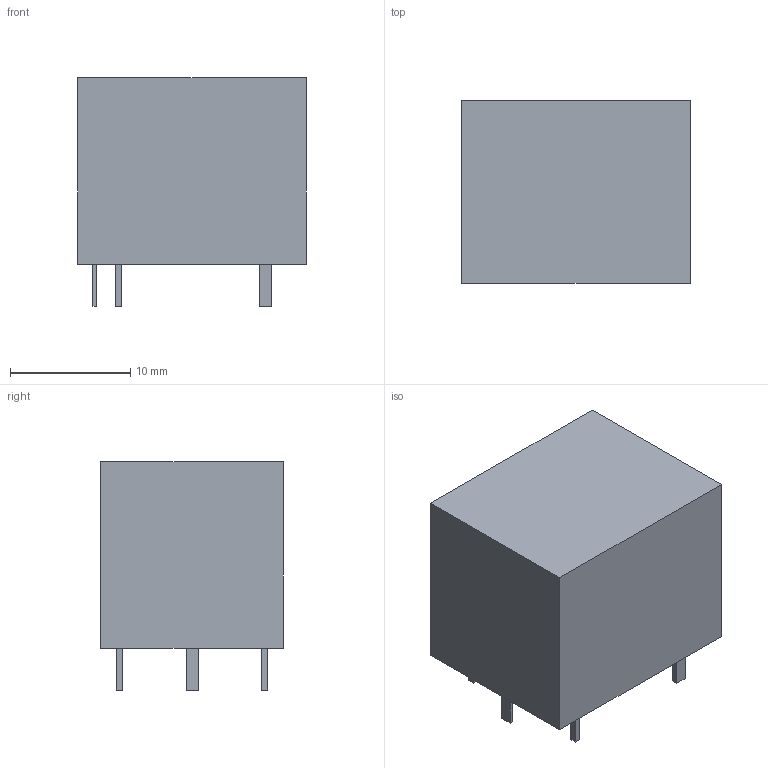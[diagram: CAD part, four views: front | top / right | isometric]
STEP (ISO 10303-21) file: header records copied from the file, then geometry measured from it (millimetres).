
FILE_DESCRIPTION (( 'STEP AP214' ), '1' );
FILE_NAME ('RELAY-TH_HF3FF-012-1HST.step', '2022-07-09T13:26:25', ( '' ), ( '' ), 'SwSTEP 2.0', 'SolidWorks 2020', '' );
FILE_SCHEMA (( 'AUTOMOTIVE_DESIGN' ));
Length unit declared in the file: millimetre
Products named in the file (1): RELAY-TH_HF3FF-012-1HST
Bounding box: 19 x 15.21 x 19 mm (x, y, z)
Volume: 4480.5 mm3; surface area: 1676.5 mm2
Topology: 1 solids, 1 shells, 309 faces, 831 edges, 554 vertices
Faces by surface type: plane 197, bspline 112
Entity records: 13297 total; most frequent: CARTESIAN_POINT 3799, ORIENTED_EDGE 1662, DIRECTION 999, EDGE_CURVE 831, VECTOR 603, LINE 603, VERTEX_POINT 554, EDGE_LOOP 339
